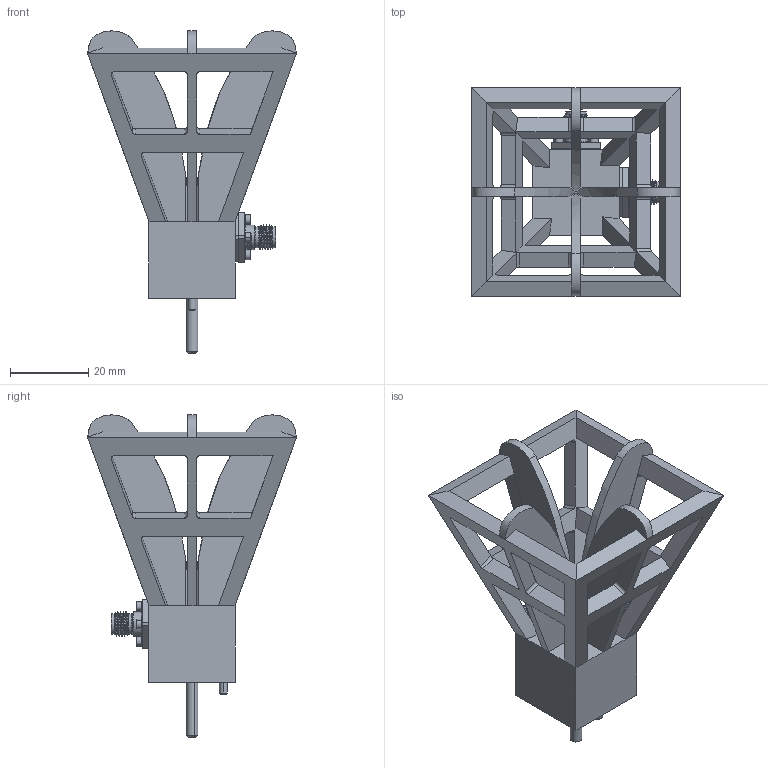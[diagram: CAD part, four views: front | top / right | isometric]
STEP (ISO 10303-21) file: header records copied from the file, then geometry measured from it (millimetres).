
FILE_DESCRIPTION (( 'STEP AP203' ), '1' );
FILE_NAME ('SAV-0434031428-KF-U5-QR Defeatured2.STEP', '2021-04-29T19:04:32', ( '' ), ( '' ), 'SwSTEP 2.0', 'SolidWorks 2021', '' );
FILE_SCHEMA (( 'CONFIG_CONTROL_DESIGN' ));
Length unit declared in the file: millimetre
Products named in the file (1): SAV-0434031428-KF-U5-QR Defeatured2
Bounding box: 53.4 x 53.4 x 82.36 mm (x, y, z)
Volume: 25033.6 mm3; surface area: 17850.5 mm2
Topology: 11 solids, 11 shells, 638 faces, 1599 edges, 1004 vertices
Faces by surface type: plane 302, cylinder 156, cone 108, bspline 72
Entity records: 34410 total; most frequent: CARTESIAN_POINT 21640, ORIENTED_EDGE 3198, DIRECTION 1676, EDGE_CURVE 1599, B_SPLINE_CURVE_WITH_KNOTS 1175, VERTEX_POINT 1004, AXIS2_PLACEMENT_3D 719, EDGE_LOOP 707
